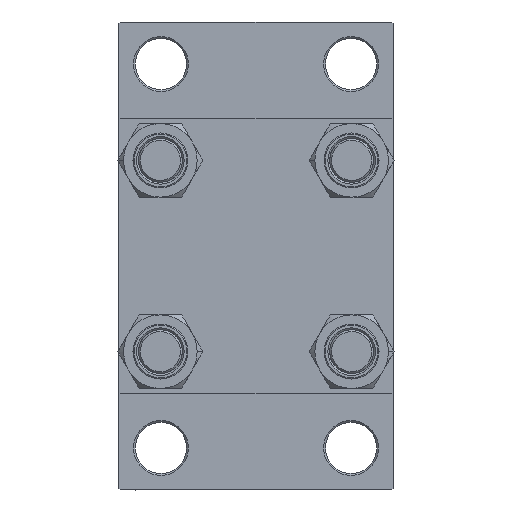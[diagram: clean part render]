
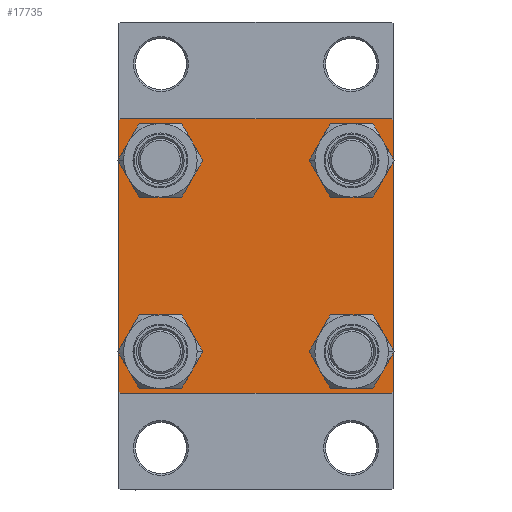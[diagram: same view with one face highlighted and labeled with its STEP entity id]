
A CAD part, left-side view. The second image highlights one B-rep face of the part: STEP entity #17735.
In plain terms, the highlighted planar face has unit normal (-1, 0, 0).
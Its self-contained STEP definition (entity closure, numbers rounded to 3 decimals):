
#192 = EDGE_CURVE ( 'NONE', #1044, #31836, #8833, .T. ) ;
#421 = CARTESIAN_POINT ( 'NONE',  ( 0., 26.15, 26.15 ) ) ;
#1044 = VERTEX_POINT ( 'NONE', #22367 ) ;
#1670 = ORIENTED_EDGE ( 'NONE', *, *, #25091, .T. ) ;
#4123 = VERTEX_POINT ( 'NONE', #14394 ) ;
#4549 = DIRECTION ( 'NONE',  ( 0., 0., 1. ) ) ;
#5039 = EDGE_CURVE ( 'NONE', #35871, #4123, #7597, .T. ) ;
#5255 = DIRECTION ( 'NONE',  ( 0., -1., 0. ) ) ;
#5562 = DIRECTION ( 'NONE',  ( 0., 0., 1. ) ) ;
#5757 = EDGE_LOOP ( 'NONE', ( #32099, #1670 ) ) ;
#5769 = VECTOR ( 'NONE', #5255, 1000. ) ;
#5838 = LINE ( 'NONE', #28463, #9891 ) ;
#5913 = AXIS2_PLACEMENT_3D ( 'NONE', #9922, #44721, #40933 ) ;
#6093 = DIRECTION ( 'NONE',  ( 0., 0., -1. ) ) ;
#6511 = VERTEX_POINT ( 'NONE', #13738 ) ;
#6624 = EDGE_LOOP ( 'NONE', ( #34636, #45810 ) ) ;
#6648 = DIRECTION ( 'NONE',  ( 1., 0., 0. ) ) ;
#6710 = VERTEX_POINT ( 'NONE', #10963 ) ;
#6868 = LINE ( 'NONE', #10675, #48405 ) ;
#7013 = FACE_OUTER_BOUND ( 'NONE', #18496, .T. ) ;
#7114 = DIRECTION ( 'NONE',  ( 0., 0., -1. ) ) ;
#7127 = CIRCLE ( 'NONE', #25781, 6.5 ) ;
#7264 = PLANE ( 'NONE',  #19645 ) ;
#7573 = AXIS2_PLACEMENT_3D ( 'NONE', #26474, #6648, #22166 ) ;
#7597 = LINE ( 'NONE', #38594, #36596 ) ;
#8716 = CARTESIAN_POINT ( 'NONE',  ( 0., 26.15, 19.65 ) ) ;
#8833 = CIRCLE ( 'NONE', #44533, 6.5 ) ;
#9675 = DIRECTION ( 'NONE',  ( 0., -1., 0. ) ) ;
#9891 = VECTOR ( 'NONE', #6093, 1000. ) ;
#9922 = CARTESIAN_POINT ( 'NONE',  ( 0., 26.15, -26.15 ) ) ;
#10675 = CARTESIAN_POINT ( 'NONE',  ( 0., 37.5, 37.5 ) ) ;
#10796 = AXIS2_PLACEMENT_3D ( 'NONE', #29697, #29456, #25883 ) ;
#10963 = CARTESIAN_POINT ( 'NONE',  ( 0., -37.5, 37. ) ) ;
#11034 = EDGE_CURVE ( 'NONE', #32075, #37652, #16533, .T. ) ;
#11739 = ORIENTED_EDGE ( 'NONE', *, *, #38435, .T. ) ;
#11928 = ORIENTED_EDGE ( 'NONE', *, *, #19614, .T. ) ;
#12144 = CARTESIAN_POINT ( 'NONE',  ( 0., -26.15, -19.65 ) ) ;
#12156 = CARTESIAN_POINT ( 'NONE',  ( 0., -26.15, 26.15 ) ) ;
#12230 = EDGE_CURVE ( 'NONE', #17380, #35871, #21877, .T. ) ;
#12251 = EDGE_CURVE ( 'NONE', #24056, #49481, #43211, .T. ) ;
#12273 = CARTESIAN_POINT ( 'NONE',  ( 0., -26.15, 19.65 ) ) ;
#13252 = EDGE_CURVE ( 'NONE', #50283, #43257, #40033, .T. ) ;
#13734 = DIRECTION ( 'NONE',  ( 0., 0., 1. ) ) ;
#13738 = CARTESIAN_POINT ( 'NONE',  ( 0., 37.5, 37. ) ) ;
#14316 = VERTEX_POINT ( 'NONE', #17712 ) ;
#14394 = CARTESIAN_POINT ( 'NONE',  ( 0., -37.5, -37. ) ) ;
#14924 = CARTESIAN_POINT ( 'NONE',  ( 0., 37., 37.5 ) ) ;
#15050 = CARTESIAN_POINT ( 'NONE',  ( 0., -26.15, 32.65 ) ) ;
#15142 = FACE_BOUND ( 'NONE', #16383, .T. ) ;
#15434 = ORIENTED_EDGE ( 'NONE', *, *, #23456, .T. ) ;
#15489 = ORIENTED_EDGE ( 'NONE', *, *, #192, .T. ) ;
#16180 = LINE ( 'NONE', #24568, #5769 ) ;
#16383 = EDGE_LOOP ( 'NONE', ( #15489, #11739 ) ) ;
#16533 = CIRCLE ( 'NONE', #46433, 6.5 ) ;
#16594 = EDGE_CURVE ( 'NONE', #37257, #20151, #16180, .T. ) ;
#17272 = CARTESIAN_POINT ( 'NONE',  ( 0., 37., -37.5 ) ) ;
#17380 = VERTEX_POINT ( 'NONE', #17272 ) ;
#17569 = DIRECTION ( 'NONE',  ( 1., 0., 0. ) ) ;
#17712 = CARTESIAN_POINT ( 'NONE',  ( 0., 37.5, -37. ) ) ;
#17735 = ADVANCED_FACE ( 'NONE', ( #26349, #41832, #26593, #15142, #7013 ), #7264, .T. ) ;
#17764 = CARTESIAN_POINT ( 'NONE',  ( 0., 26.15, 26.15 ) ) ;
#18306 = CARTESIAN_POINT ( 'NONE',  ( 0., 26.15, -19.65 ) ) ;
#18496 = EDGE_LOOP ( 'NONE', ( #40569, #15434, #35997, #38686, #19964, #45870, #44107, #31651 ) ) ;
#18986 = CARTESIAN_POINT ( 'NONE',  ( 0., 0., 0. ) ) ;
#19614 = EDGE_CURVE ( 'NONE', #49481, #24056, #22943, .T. ) ;
#19645 = AXIS2_PLACEMENT_3D ( 'NONE', #18986, #33956, #22536 ) ;
#19709 = VECTOR ( 'NONE', #9675, 1000. ) ;
#19964 = ORIENTED_EDGE ( 'NONE', *, *, #21396, .F. ) ;
#20151 = VERTEX_POINT ( 'NONE', #32103 ) ;
#20505 = AXIS2_PLACEMENT_3D ( 'NONE', #50200, #49457, #38034 ) ;
#20898 = CARTESIAN_POINT ( 'NONE',  ( 0., 26.15, -32.65 ) ) ;
#21396 = EDGE_CURVE ( 'NONE', #6710, #4123, #5838, .T. ) ;
#21877 = LINE ( 'NONE', #37114, #19709 ) ;
#22166 = DIRECTION ( 'NONE',  ( 0., 0., 1. ) ) ;
#22367 = CARTESIAN_POINT ( 'NONE',  ( 0., 26.15, 32.65 ) ) ;
#22536 = DIRECTION ( 'NONE',  ( 0., 0., 1. ) ) ;
#22592 = VECTOR ( 'NONE', #29025, 1000. ) ;
#22943 = CIRCLE ( 'NONE', #20505, 6.5 ) ;
#23389 = AXIS2_PLACEMENT_3D ( 'NONE', #421, #24069, #47669 ) ;
#23456 = EDGE_CURVE ( 'NONE', #14316, #17380, #38793, .T. ) ;
#24056 = VERTEX_POINT ( 'NONE', #20898 ) ;
#24069 = DIRECTION ( 'NONE',  ( 1., 0., 0. ) ) ;
#24568 = CARTESIAN_POINT ( 'NONE',  ( 0., 37.5, 37.5 ) ) ;
#25091 = EDGE_CURVE ( 'NONE', #37652, #32075, #48940, .T. ) ;
#25781 = AXIS2_PLACEMENT_3D ( 'NONE', #41429, #17569, #13734 ) ;
#25883 = DIRECTION ( 'NONE',  ( 0., 0., 1. ) ) ;
#25899 = VECTOR ( 'NONE', #28388, 1000. ) ;
#26349 = FACE_BOUND ( 'NONE', #5757, .T. ) ;
#26474 = CARTESIAN_POINT ( 'NONE',  ( 0., -26.15, 26.15 ) ) ;
#26593 = FACE_BOUND ( 'NONE', #34203, .T. ) ;
#27618 = DIRECTION ( 'NONE',  ( 0., -0.707, -0.707 ) ) ;
#28104 = CARTESIAN_POINT ( 'NONE',  ( 0., 37.25, -37.25 ) ) ;
#28388 = DIRECTION ( 'NONE',  ( 0., 0.707, -0.707 ) ) ;
#28463 = CARTESIAN_POINT ( 'NONE',  ( 0., -37.5, 37.5 ) ) ;
#29025 = DIRECTION ( 'NONE',  ( 0., 0.707, 0.707 ) ) ;
#29456 = DIRECTION ( 'NONE',  ( 1., 0., 0. ) ) ;
#29622 = ORIENTED_EDGE ( 'NONE', *, *, #12251, .T. ) ;
#29697 = CARTESIAN_POINT ( 'NONE',  ( 0., -26.15, -26.15 ) ) ;
#30271 = VECTOR ( 'NONE', #27618, 1000. ) ;
#30697 = CARTESIAN_POINT ( 'NONE',  ( 0., -26.15, -32.65 ) ) ;
#31651 = ORIENTED_EDGE ( 'NONE', *, *, #47534, .T. ) ;
#31836 = VERTEX_POINT ( 'NONE', #8716 ) ;
#32075 = VERTEX_POINT ( 'NONE', #15050 ) ;
#32099 = ORIENTED_EDGE ( 'NONE', *, *, #11034, .T. ) ;
#32103 = CARTESIAN_POINT ( 'NONE',  ( 0., -37., 37.5 ) ) ;
#33956 = DIRECTION ( 'NONE',  ( -1., 0., 0. ) ) ;
#34203 = EDGE_LOOP ( 'NONE', ( #11928, #29622 ) ) ;
#34636 = ORIENTED_EDGE ( 'NONE', *, *, #13252, .T. ) ;
#35871 = VERTEX_POINT ( 'NONE', #36850 ) ;
#35997 = ORIENTED_EDGE ( 'NONE', *, *, #12230, .T. ) ;
#36596 = VECTOR ( 'NONE', #42900, 1000. ) ;
#36850 = CARTESIAN_POINT ( 'NONE',  ( 0., -37., -37.5 ) ) ;
#37114 = CARTESIAN_POINT ( 'NONE',  ( 0., 37.5, -37.5 ) ) ;
#37257 = VERTEX_POINT ( 'NONE', #14924 ) ;
#37652 = VERTEX_POINT ( 'NONE', #12273 ) ;
#37998 = CIRCLE ( 'NONE', #23389, 6.5 ) ;
#38034 = DIRECTION ( 'NONE',  ( 0., 0., 1. ) ) ;
#38035 = EDGE_CURVE ( 'NONE', #43257, #50283, #7127, .T. ) ;
#38435 = EDGE_CURVE ( 'NONE', #31836, #1044, #37998, .T. ) ;
#38594 = CARTESIAN_POINT ( 'NONE',  ( 0., -37.25, -37.25 ) ) ;
#38686 = ORIENTED_EDGE ( 'NONE', *, *, #5039, .T. ) ;
#38793 = LINE ( 'NONE', #28104, #30271 ) ;
#38887 = EDGE_CURVE ( 'NONE', #6710, #20151, #43485, .T. ) ;
#39365 = DIRECTION ( 'NONE',  ( 1., 0., 0. ) ) ;
#39561 = LINE ( 'NONE', #40071, #25899 ) ;
#40033 = CIRCLE ( 'NONE', #10796, 6.5 ) ;
#40071 = CARTESIAN_POINT ( 'NONE',  ( 0., 37.25, 37.25 ) ) ;
#40569 = ORIENTED_EDGE ( 'NONE', *, *, #42806, .T. ) ;
#40933 = DIRECTION ( 'NONE',  ( 0., 0., 1. ) ) ;
#41429 = CARTESIAN_POINT ( 'NONE',  ( 0., -26.15, -26.15 ) ) ;
#41832 = FACE_BOUND ( 'NONE', #6624, .T. ) ;
#42806 = EDGE_CURVE ( 'NONE', #6511, #14316, #6868, .T. ) ;
#42900 = DIRECTION ( 'NONE',  ( 0., -0.707, 0.707 ) ) ;
#43211 = CIRCLE ( 'NONE', #5913, 6.5 ) ;
#43257 = VERTEX_POINT ( 'NONE', #30697 ) ;
#43485 = LINE ( 'NONE', #43734, #22592 ) ;
#43734 = CARTESIAN_POINT ( 'NONE',  ( 0., -37.25, 37.25 ) ) ;
#44107 = ORIENTED_EDGE ( 'NONE', *, *, #16594, .F. ) ;
#44419 = DIRECTION ( 'NONE',  ( 1., 0., 0. ) ) ;
#44533 = AXIS2_PLACEMENT_3D ( 'NONE', #17764, #44419, #5562 ) ;
#44721 = DIRECTION ( 'NONE',  ( 1., 0., 0. ) ) ;
#45810 = ORIENTED_EDGE ( 'NONE', *, *, #38035, .T. ) ;
#45870 = ORIENTED_EDGE ( 'NONE', *, *, #38887, .T. ) ;
#46433 = AXIS2_PLACEMENT_3D ( 'NONE', #12156, #39365, #4549 ) ;
#47534 = EDGE_CURVE ( 'NONE', #37257, #6511, #39561, .T. ) ;
#47669 = DIRECTION ( 'NONE',  ( 0., 0., 1. ) ) ;
#48405 = VECTOR ( 'NONE', #7114, 1000. ) ;
#48940 = CIRCLE ( 'NONE', #7573, 6.5 ) ;
#49457 = DIRECTION ( 'NONE',  ( 1., 0., 0. ) ) ;
#49481 = VERTEX_POINT ( 'NONE', #18306 ) ;
#50200 = CARTESIAN_POINT ( 'NONE',  ( 0., 26.15, -26.15 ) ) ;
#50283 = VERTEX_POINT ( 'NONE', #12144 ) ;
